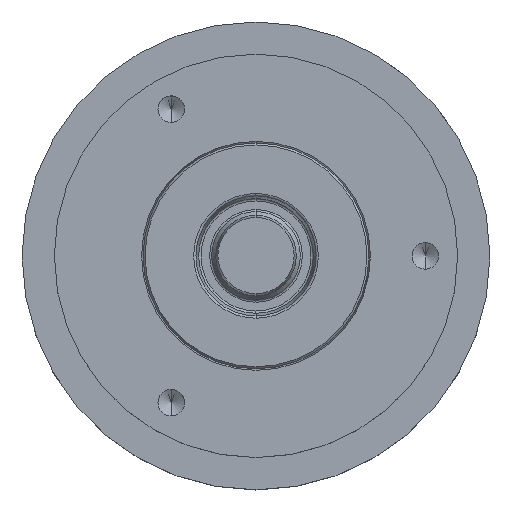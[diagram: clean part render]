
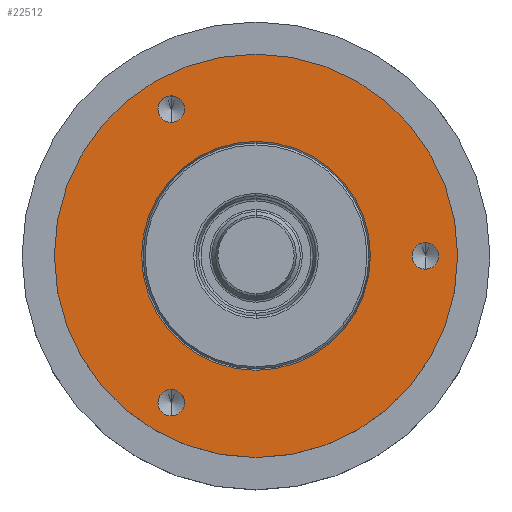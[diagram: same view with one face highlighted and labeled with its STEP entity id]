
A CAD part, top view. The second image highlights one B-rep face of the part: STEP entity #22512.
In plain terms, the highlighted planar face has unit normal (0, 0, 1).
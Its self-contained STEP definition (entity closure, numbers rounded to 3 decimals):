
#4117=CARTESIAN_POINT('',(0.,0.,27.));
#4118=DIRECTION('',(0.,0.,-1.));
#4119=DIRECTION('',(0.,1.,0.));
#4120=AXIS2_PLACEMENT_3D('',#4117,#4118,#4119);
#4122=CARTESIAN_POINT('',(0.,0.,27.));
#4123=DIRECTION('',(0.,0.,-1.));
#4124=DIRECTION('',(0.,-1.,0.));
#4125=AXIS2_PLACEMENT_3D('',#4122,#4123,#4124);
#4127=CARTESIAN_POINT('',(21.,0.,27.));
#4128=DIRECTION('',(0.,0.,1.));
#4129=DIRECTION('',(0.,-1.,0.));
#4130=AXIS2_PLACEMENT_3D('',#4127,#4128,#4129);
#4132=CARTESIAN_POINT('',(21.,0.,27.));
#4133=DIRECTION('',(0.,0.,1.));
#4134=DIRECTION('',(0.,1.,0.));
#4135=AXIS2_PLACEMENT_3D('',#4132,#4133,#4134);
#4137=CARTESIAN_POINT('',(-10.5,-18.187,27.));
#4138=DIRECTION('',(0.,0.,1.));
#4139=DIRECTION('',(0.,-1.,0.));
#4140=AXIS2_PLACEMENT_3D('',#4137,#4138,#4139);
#4142=CARTESIAN_POINT('',(-10.5,-18.187,27.));
#4143=DIRECTION('',(0.,0.,1.));
#4144=DIRECTION('',(0.,1.,0.));
#4145=AXIS2_PLACEMENT_3D('',#4142,#4143,#4144);
#4147=CARTESIAN_POINT('',(-10.5,18.187,27.));
#4148=DIRECTION('',(0.,0.,1.));
#4149=DIRECTION('',(0.,-1.,0.));
#4150=AXIS2_PLACEMENT_3D('',#4147,#4148,#4149);
#4152=CARTESIAN_POINT('',(-10.5,18.187,27.));
#4153=DIRECTION('',(0.,0.,1.));
#4154=DIRECTION('',(0.,1.,0.));
#4155=AXIS2_PLACEMENT_3D('',#4152,#4153,#4154);
#4162=CARTESIAN_POINT('',(0.,0.,27.));
#4163=DIRECTION('',(0.,0.,-1.));
#4164=DIRECTION('',(-1.,0.,0.));
#4165=AXIS2_PLACEMENT_3D('',#4162,#4163,#4164);
#4180=CARTESIAN_POINT('',(0.,0.,27.));
#4181=DIRECTION('',(0.,0.,-1.));
#4182=DIRECTION('',(1.,0.,0.));
#4183=AXIS2_PLACEMENT_3D('',#4180,#4181,#4182);
#17233=CARTESIAN_POINT('',(0.,25.,27.));
#17234=CARTESIAN_POINT('',(0.,-25.,27.));
#17235=VERTEX_POINT('',#17233);
#17236=VERTEX_POINT('',#17234);
#17261=CARTESIAN_POINT('',(14.188,0.,27.));
#17262=CARTESIAN_POINT('',(-14.188,0.,27.));
#17263=VERTEX_POINT('',#17261);
#17264=VERTEX_POINT('',#17262);
#17275=CARTESIAN_POINT('',(21.,-1.65,27.));
#17276=CARTESIAN_POINT('',(21.,1.65,27.));
#17277=VERTEX_POINT('',#17275);
#17278=VERTEX_POINT('',#17276);
#17285=CARTESIAN_POINT('',(-10.5,-19.837,27.));
#17286=CARTESIAN_POINT('',(-10.5,-16.537,27.));
#17287=VERTEX_POINT('',#17285);
#17288=VERTEX_POINT('',#17286);
#17295=CARTESIAN_POINT('',(-10.5,16.537,27.));
#17296=CARTESIAN_POINT('',(-10.5,19.837,27.));
#17297=VERTEX_POINT('',#17295);
#17298=VERTEX_POINT('',#17296);
#22478=CARTESIAN_POINT('',(0.,0.,27.));
#22479=DIRECTION('',(0.,0.,1.));
#22480=DIRECTION('',(1.,0.,0.));
#22481=AXIS2_PLACEMENT_3D('',#22478,#22479,#22480);
#22482=PLANE('',#22481);
#22484=ORIENTED_EDGE('',*,*,#22483,.T.);
#22485=ORIENTED_EDGE('',*,*,#22468,.T.);
#22486=EDGE_LOOP('',(#22484,#22485));
#22487=FACE_OUTER_BOUND('',#22486,.F.);
#22489=ORIENTED_EDGE('',*,*,#22488,.F.);
#22491=ORIENTED_EDGE('',*,*,#22490,.F.);
#22492=EDGE_LOOP('',(#22489,#22491));
#22493=FACE_BOUND('',#22492,.F.);
#22495=ORIENTED_EDGE('',*,*,#22494,.T.);
#22497=ORIENTED_EDGE('',*,*,#22496,.T.);
#22498=EDGE_LOOP('',(#22495,#22497));
#22499=FACE_BOUND('',#22498,.F.);
#22501=ORIENTED_EDGE('',*,*,#22500,.T.);
#22503=ORIENTED_EDGE('',*,*,#22502,.T.);
#22504=EDGE_LOOP('',(#22501,#22503));
#22505=FACE_BOUND('',#22504,.F.);
#22507=ORIENTED_EDGE('',*,*,#22506,.T.);
#22509=ORIENTED_EDGE('',*,*,#22508,.T.);
#22510=EDGE_LOOP('',(#22507,#22509));
#22511=FACE_BOUND('',#22510,.F.);
#4121=CIRCLE('',#4120,25.);
#4126=CIRCLE('',#4125,25.);
#4131=CIRCLE('',#4130,1.65);
#4136=CIRCLE('',#4135,1.65);
#4141=CIRCLE('',#4140,1.65);
#4146=CIRCLE('',#4145,1.65);
#4151=CIRCLE('',#4150,1.65);
#4156=CIRCLE('',#4155,1.65);
#4166=CIRCLE('',#4165,14.188);
#4184=CIRCLE('',#4183,14.188);
#22468=EDGE_CURVE('',#17236,#17235,#4126,.T.);
#22483=EDGE_CURVE('',#17235,#17236,#4121,.T.);
#22488=EDGE_CURVE('',#17264,#17263,#4166,.T.);
#22490=EDGE_CURVE('',#17263,#17264,#4184,.T.);
#22494=EDGE_CURVE('',#17277,#17278,#4131,.T.);
#22496=EDGE_CURVE('',#17278,#17277,#4136,.T.);
#22500=EDGE_CURVE('',#17287,#17288,#4141,.T.);
#22502=EDGE_CURVE('',#17288,#17287,#4146,.T.);
#22506=EDGE_CURVE('',#17297,#17298,#4151,.T.);
#22508=EDGE_CURVE('',#17298,#17297,#4156,.T.);
#22512=ADVANCED_FACE('',(#22487,#22493,#22499,#22505,#22511),#22482,.T.);
